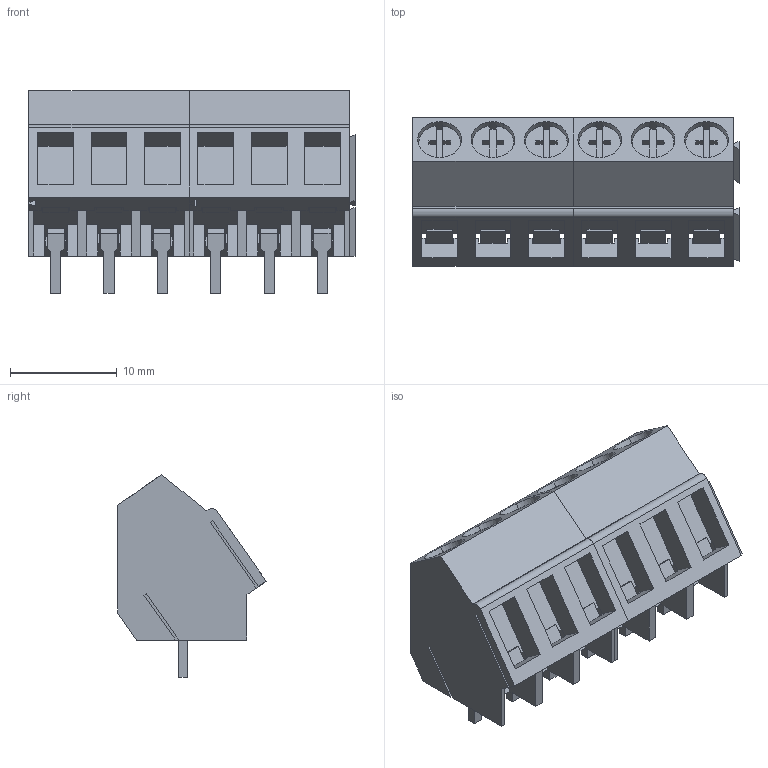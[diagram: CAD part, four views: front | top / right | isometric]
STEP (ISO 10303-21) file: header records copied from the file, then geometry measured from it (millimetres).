
FILE_DESCRIPTION(('CATIA V5 STEP Exchange','CAx-IF Rec.Pracs.--- Model Styling and Organization---1.2---2011-12-15'),'2;1');
FILE_NAME ('D1457419_0_1845410000_1845410000.stp','2018-03-31T07:14:25+00:00',('none'),('Weidmueller'),'CATIA Version 5-6 Release 2014','CATIA V5 STEP AP214','none');
FILE_SCHEMA(('AUTOMOTIVE_DESIGN { 1 0 10303 214 1 1 1 1 }'));
Length unit declared in the file: millimetre
Products named in the file (1): 1845410000
Bounding box: 30.55 x 13.9 x 19 mm (x, y, z)
Volume: 3469.8 mm3; surface area: 4248.7 mm2
Topology: 14 solids, 14 shells, 512 faces, 1410 edges, 932 vertices
Faces by surface type: plane 474, cylinder 38
Entity records: 15679 total; most frequent: CARTESIAN_POINT 2824, ORIENTED_EDGE 2820, DIRECTION 2146, EDGE_CURVE 1410, VECTOR 1310, LINE 1310, VERTEX_POINT 932, EDGE_LOOP 530
